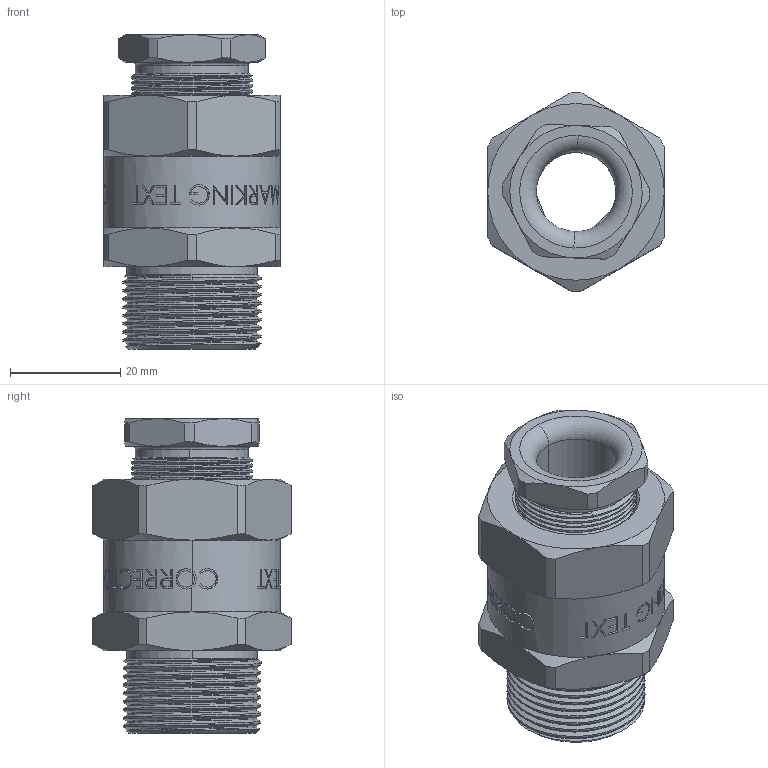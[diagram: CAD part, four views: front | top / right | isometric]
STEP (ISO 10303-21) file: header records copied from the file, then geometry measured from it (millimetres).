
FILE_DESCRIPTION (( 'STEP AP203' ), '1' );
FILE_NAME ('M25-C1-15mm D620.STEP', '2025-04-03T12:12:23', ( '' ), ( '' ), 'SwSTEP 2.0', 'SolidWorks 2022', '' );
FILE_SCHEMA (( 'CONFIG_CONTROL_DESIGN' ));
Products named in the file (1): M25-C1-15mm D620
Bounding box: 32 x 35.95 x 57 mm (x, y, z)
Volume: 28199.6 mm3; surface area: 16961.3 mm2
Topology: 5 solids, 5 shells, 937 faces, 2513 edges, 1654 vertices
Faces by surface type: plane 346, bspline 286, cylinder 243, cone 54, torus 8
Entity records: 57934 total; most frequent: CARTESIAN_POINT 37551, ORIENTED_EDGE 5026, DIRECTION 3016, EDGE_CURVE 2513, VERTEX_POINT 1654, EDGE_LOOP 1015, VECTOR 1006, LINE 1006
